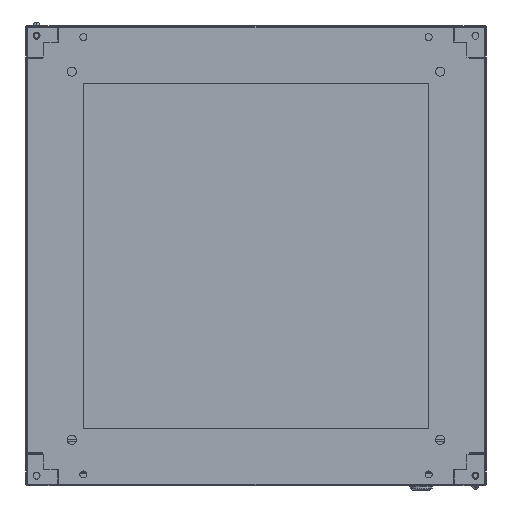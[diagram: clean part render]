
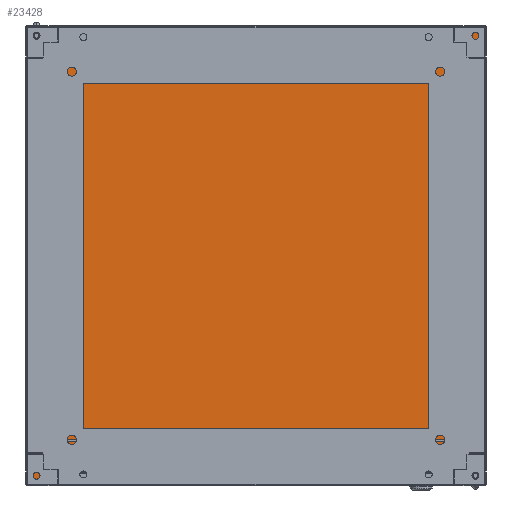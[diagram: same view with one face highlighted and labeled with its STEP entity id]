
A CAD part, front view. The second image highlights one B-rep face of the part: STEP entity #23428.
In plain terms, the highlighted face is planar.
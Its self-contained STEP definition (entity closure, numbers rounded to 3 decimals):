
#185 = CARTESIAN_POINT ( 'NONE',  ( 0., 0., 0. ) ) ;
#189 = VECTOR ( 'NONE', #37936, 1000. ) ;
#548 = DIRECTION ( 'NONE',  ( 0., 0., -1. ) ) ;
#637 = ORIENTED_EDGE ( 'NONE', *, *, #12372, .T. ) ;
#901 = CARTESIAN_POINT ( 'NONE',  ( 0., 0., 0. ) ) ;
#1226 = LINE ( 'NONE', #21276, #17246 ) ;
#1513 = ORIENTED_EDGE ( 'NONE', *, *, #6637, .T. ) ;
#1620 = VERTEX_POINT ( 'NONE', #17427 ) ;
#2129 = VERTEX_POINT ( 'NONE', #7911 ) ;
#3038 = EDGE_LOOP ( 'NONE', ( #28855, #25345 ) ) ;
#3391 = CARTESIAN_POINT ( 'NONE',  ( 7.5, 584.7, 0. ) ) ;
#3617 = FACE_OUTER_BOUND ( 'NONE', #20205, .T. ) ;
#3832 = DIRECTION ( 'NONE',  ( -1., 0., 0. ) ) ;
#4049 = PLANE ( 'NONE',  #4423 ) ;
#4062 = CARTESIAN_POINT ( 'NONE',  ( 596., 0., 0. ) ) ;
#4150 = CARTESIAN_POINT ( 'NONE',  ( 0., 596., 0. ) ) ;
#4418 = LINE ( 'NONE', #28266, #23744 ) ;
#4423 = AXIS2_PLACEMENT_3D ( 'NONE', #901, #18017, #3832 ) ;
#4726 = VERTEX_POINT ( 'NONE', #32554 ) ;
#4950 = ORIENTED_EDGE ( 'NONE', *, *, #9980, .T. ) ;
#4986 = CARTESIAN_POINT ( 'NONE',  ( 0., 596., 0. ) ) ;
#5390 = ORIENTED_EDGE ( 'NONE', *, *, #18828, .T. ) ;
#5710 = ORIENTED_EDGE ( 'NONE', *, *, #42717, .T. ) ;
#5921 = EDGE_CURVE ( 'NONE', #2129, #44032, #27721, .T. ) ;
#5929 = EDGE_CURVE ( 'NONE', #8306, #43343, #6279, .T. ) ;
#6171 = AXIS2_PLACEMENT_3D ( 'NONE', #40903, #9878, #31036 ) ;
#6264 = CIRCLE ( 'NONE', #44329, 4.5 ) ;
#6279 = LINE ( 'NONE', #185, #38487 ) ;
#6456 = CARTESIAN_POINT ( 'NONE',  ( 596., 41., 0. ) ) ;
#6637 = EDGE_CURVE ( 'NONE', #16669, #8306, #4418, .T. ) ;
#6907 = EDGE_CURVE ( 'NONE', #40631, #11981, #23516, .T. ) ;
#6933 = ORIENTED_EDGE ( 'NONE', *, *, #14157, .T. ) ;
#7322 = LINE ( 'NONE', #4150, #19986 ) ;
#7641 = CARTESIAN_POINT ( 'NONE',  ( 0., 0., 0. ) ) ;
#7678 = EDGE_CURVE ( 'NONE', #4726, #16554, #1226, .T. ) ;
#7911 = CARTESIAN_POINT ( 'NONE',  ( 579.5, 11.3, 0. ) ) ;
#8306 = VERTEX_POINT ( 'NONE', #22863 ) ;
#8648 = DIRECTION ( 'NONE',  ( -1., 0., 0. ) ) ;
#9878 = DIRECTION ( 'NONE',  ( 0., 0., -1. ) ) ;
#9980 = EDGE_CURVE ( 'NONE', #29312, #4726, #20821, .T. ) ;
#11121 = DIRECTION ( 'NONE',  ( 0., -1., 0. ) ) ;
#11208 = EDGE_CURVE ( 'NONE', #32916, #16669, #7322, .T. ) ;
#11378 = CIRCLE ( 'NONE', #22890, 4.5 ) ;
#11981 = VERTEX_POINT ( 'NONE', #18767 ) ;
#12372 = EDGE_CURVE ( 'NONE', #11981, #32916, #41641, .T. ) ;
#13154 = EDGE_CURVE ( 'NONE', #1620, #18014, #11378, .T. ) ;
#14157 = EDGE_CURVE ( 'NONE', #16554, #20167, #35065, .T. ) ;
#14444 = DIRECTION ( 'NONE',  ( -1., 0., 0. ) ) ;
#15008 = LINE ( 'NONE', #35452, #189 ) ;
#15027 = ORIENTED_EDGE ( 'NONE', *, *, #5929, .T. ) ;
#16554 = VERTEX_POINT ( 'NONE', #18125 ) ;
#16669 = VERTEX_POINT ( 'NONE', #40556 ) ;
#17193 = CARTESIAN_POINT ( 'NONE',  ( 0., 0., 0. ) ) ;
#17246 = VECTOR ( 'NONE', #41942, 1000. ) ;
#17427 = CARTESIAN_POINT ( 'NONE',  ( 16.5, 584.7, 0. ) ) ;
#17659 = CARTESIAN_POINT ( 'NONE',  ( 584., 11.3, 0. ) ) ;
#17872 = CARTESIAN_POINT ( 'NONE',  ( 0., 0., 0. ) ) ;
#18014 = VERTEX_POINT ( 'NONE', #3391 ) ;
#18017 = DIRECTION ( 'NONE',  ( 0., 0., -1. ) ) ;
#18122 = CARTESIAN_POINT ( 'NONE',  ( 0., 41., 0. ) ) ;
#18125 = CARTESIAN_POINT ( 'NONE',  ( 41., 0., 0. ) ) ;
#18178 = VERTEX_POINT ( 'NONE', #25233 ) ;
#18595 = ORIENTED_EDGE ( 'NONE', *, *, #11208, .T. ) ;
#18767 = CARTESIAN_POINT ( 'NONE',  ( 596., 596., 0. ) ) ;
#18828 = EDGE_CURVE ( 'NONE', #20167, #18178, #34260, .T. ) ;
#19413 = CARTESIAN_POINT ( 'NONE',  ( 12., 584.7, 0. ) ) ;
#19844 = DIRECTION ( 'NONE',  ( -1., 0., 0. ) ) ;
#19985 = LINE ( 'NONE', #41313, #20310 ) ;
#19986 = VECTOR ( 'NONE', #28452, 1000. ) ;
#20095 = CIRCLE ( 'NONE', #27997, 4.5 ) ;
#20167 = VERTEX_POINT ( 'NONE', #25723 ) ;
#20205 = EDGE_LOOP ( 'NONE', ( #15027, #30671, #4950, #41170, #6933, #5390, #20982, #5710, #22342, #637, #18595, #1513 ) ) ;
#20273 = ORIENTED_EDGE ( 'NONE', *, *, #33366, .T. ) ;
#20310 = VECTOR ( 'NONE', #37512, 1000. ) ;
#20821 = LINE ( 'NONE', #17872, #42357 ) ;
#20982 = ORIENTED_EDGE ( 'NONE', *, *, #27534, .T. ) ;
#21276 = CARTESIAN_POINT ( 'NONE',  ( 0., 0., 0. ) ) ;
#21512 = EDGE_CURVE ( 'NONE', #18014, #1620, #20095, .T. ) ;
#22342 = ORIENTED_EDGE ( 'NONE', *, *, #6907, .T. ) ;
#22863 = CARTESIAN_POINT ( 'NONE',  ( 0., 596., 0. ) ) ;
#22890 = AXIS2_PLACEMENT_3D ( 'NONE', #32036, #42811, #8648 ) ;
#23428 = ADVANCED_FACE ( 'NONE', ( #31507, #27474, #3617 ), #4049, .F. ) ;
#23516 = LINE ( 'NONE', #30031, #26637 ) ;
#23616 = VECTOR ( 'NONE', #34198, 1000. ) ;
#23744 = VECTOR ( 'NONE', #42185, 1000. ) ;
#25233 = CARTESIAN_POINT ( 'NONE',  ( 596., 0., 0. ) ) ;
#25345 = ORIENTED_EDGE ( 'NONE', *, *, #13154, .T. ) ;
#25723 = CARTESIAN_POINT ( 'NONE',  ( 555., 0., 0. ) ) ;
#26403 = EDGE_CURVE ( 'NONE', #43343, #29312, #15008, .T. ) ;
#26637 = VECTOR ( 'NONE', #34042, 1000. ) ;
#27474 = FACE_BOUND ( 'NONE', #3038, .T. ) ;
#27534 = EDGE_CURVE ( 'NONE', #18178, #35368, #19985, .T. ) ;
#27647 = DIRECTION ( 'NONE',  ( 0., -1., 0. ) ) ;
#27698 = LINE ( 'NONE', #4062, #23616 ) ;
#27721 = CIRCLE ( 'NONE', #6171, 4.5 ) ;
#27997 = AXIS2_PLACEMENT_3D ( 'NONE', #19413, #30420, #19844 ) ;
#28266 = CARTESIAN_POINT ( 'NONE',  ( 0., 596., 0. ) ) ;
#28452 = DIRECTION ( 'NONE',  ( -1., 0., 0. ) ) ;
#28855 = ORIENTED_EDGE ( 'NONE', *, *, #21512, .T. ) ;
#29312 = VERTEX_POINT ( 'NONE', #18122 ) ;
#30031 = CARTESIAN_POINT ( 'NONE',  ( 596., 0., 0. ) ) ;
#30420 = DIRECTION ( 'NONE',  ( 0., 0., -1. ) ) ;
#30467 = DIRECTION ( 'NONE',  ( 1., 0., 0. ) ) ;
#30671 = ORIENTED_EDGE ( 'NONE', *, *, #26403, .T. ) ;
#30763 = ORIENTED_EDGE ( 'NONE', *, *, #5921, .T. ) ;
#31036 = DIRECTION ( 'NONE',  ( -1., 0., 0. ) ) ;
#31386 = DIRECTION ( 'NONE',  ( -1., 0., 0. ) ) ;
#31507 = FACE_BOUND ( 'NONE', #41302, .T. ) ;
#31723 = DIRECTION ( 'NONE',  ( 1., 0., 0. ) ) ;
#32036 = CARTESIAN_POINT ( 'NONE',  ( 12., 584.7, 0. ) ) ;
#32135 = CARTESIAN_POINT ( 'NONE',  ( 588.5, 11.3, 0. ) ) ;
#32554 = CARTESIAN_POINT ( 'NONE',  ( 0., 0., 0. ) ) ;
#32916 = VERTEX_POINT ( 'NONE', #37778 ) ;
#33366 = EDGE_CURVE ( 'NONE', #44032, #2129, #6264, .T. ) ;
#34042 = DIRECTION ( 'NONE',  ( 0., 1., 0. ) ) ;
#34198 = DIRECTION ( 'NONE',  ( 0., 1., 0. ) ) ;
#34260 = LINE ( 'NONE', #17193, #42034 ) ;
#35065 = LINE ( 'NONE', #7641, #41602 ) ;
#35368 = VERTEX_POINT ( 'NONE', #6456 ) ;
#35452 = CARTESIAN_POINT ( 'NONE',  ( 0., 0., 0. ) ) ;
#36534 = CARTESIAN_POINT ( 'NONE',  ( 0., 555., 0. ) ) ;
#37512 = DIRECTION ( 'NONE',  ( 0., 1., 0. ) ) ;
#37778 = CARTESIAN_POINT ( 'NONE',  ( 555., 596., 0. ) ) ;
#37936 = DIRECTION ( 'NONE',  ( 0., -1., 0. ) ) ;
#38487 = VECTOR ( 'NONE', #27647, 1000. ) ;
#40556 = CARTESIAN_POINT ( 'NONE',  ( 41., 596., 0. ) ) ;
#40631 = VERTEX_POINT ( 'NONE', #41511 ) ;
#40903 = CARTESIAN_POINT ( 'NONE',  ( 584., 11.3, 0. ) ) ;
#41170 = ORIENTED_EDGE ( 'NONE', *, *, #7678, .T. ) ;
#41302 = EDGE_LOOP ( 'NONE', ( #30763, #20273 ) ) ;
#41313 = CARTESIAN_POINT ( 'NONE',  ( 596., 0., 0. ) ) ;
#41511 = CARTESIAN_POINT ( 'NONE',  ( 596., 555., 0. ) ) ;
#41602 = VECTOR ( 'NONE', #31723, 1000. ) ;
#41641 = LINE ( 'NONE', #4986, #42219 ) ;
#41942 = DIRECTION ( 'NONE',  ( 1., 0., 0. ) ) ;
#42034 = VECTOR ( 'NONE', #30467, 1000. ) ;
#42185 = DIRECTION ( 'NONE',  ( -1., 0., 0. ) ) ;
#42219 = VECTOR ( 'NONE', #14444, 1000. ) ;
#42357 = VECTOR ( 'NONE', #11121, 1000. ) ;
#42717 = EDGE_CURVE ( 'NONE', #35368, #40631, #27698, .T. ) ;
#42811 = DIRECTION ( 'NONE',  ( 0., 0., -1. ) ) ;
#43343 = VERTEX_POINT ( 'NONE', #36534 ) ;
#44032 = VERTEX_POINT ( 'NONE', #32135 ) ;
#44329 = AXIS2_PLACEMENT_3D ( 'NONE', #17659, #548, #31386 ) ;
